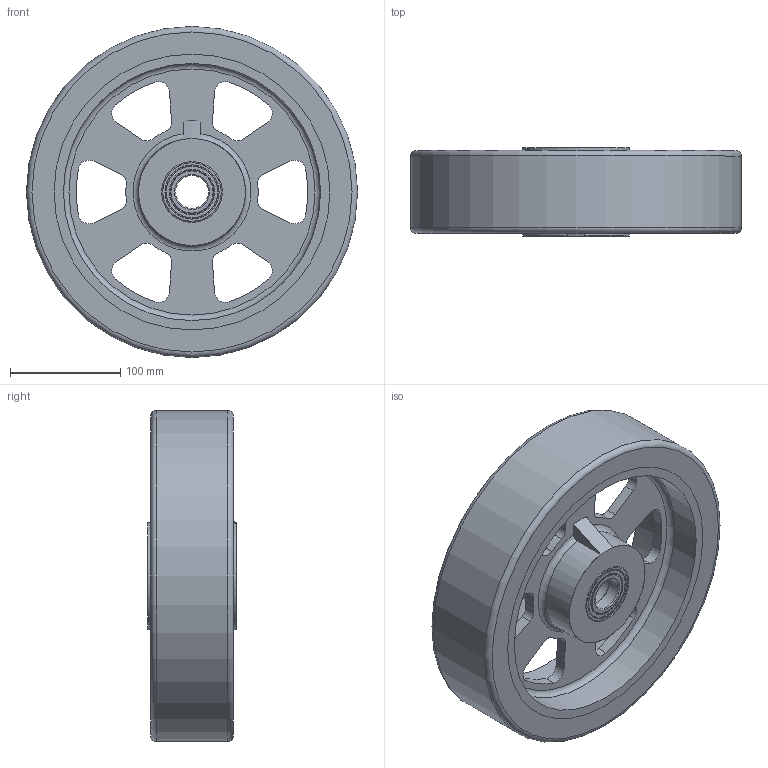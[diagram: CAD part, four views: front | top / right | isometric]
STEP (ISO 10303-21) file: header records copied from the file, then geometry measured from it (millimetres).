
FILE_DESCRIPTION(/* description */ (''),/* implementation_level */ '2;1');
FILE_NAME(/* name */ 'VULW300-75-80-BJM30.step',/* time_stamp */ '2025-06-24T12:04:57+01:00',/* author */ (''),/* organization */ (''),/* preprocessor_version */ 'ST-DEVELOPER v20.1',/* originating_system */ 'Autodesk Translation Framework v14.10.0.0',/* authorisation */ '');
FILE_SCHEMA (('AUTOMOTIVE_DESIGN { 1 0 10303 214 3 1 1 }'));
Length unit declared in the file: millimetre
Products named in the file (7): VULW300-75-80-BJM30; VULW300-75-80-PBM30 v3; RIM; TYRE; 1; 1_1; BEARING SPACER
Assembly tree (6 placements, depth 3):
  VULW300-75-80-BJM30
    VULW300-75-80-PBM30 v3
      RIM
      TYRE
    1
    1_1
    BEARING SPACER
Bounding box: 300 x 80 x 300 mm (x, y, z)
Volume: 2885675.3 mm3; surface area: 435056.7 mm2
Topology: 13 solids, 13 shells, 294 faces, 720 edges, 461 vertices
Faces by surface type: cylinder 98, plane 73, torus 58, cone 37, sphere 28
Full cylindrical faces by diameter (mm): 30 x2, 31 x1, 37 x1, 38.162 x4, 38.2 x4, 46.8 x4, 49 x4, 52 x1, 55 x4, 97 x1, 233 x2, 250 x2, 300 x1
Entity records: 9180 total; most frequent: CARTESIAN_POINT 1795, DIRECTION 1678, ORIENTED_EDGE 1352, AXIS2_PLACEMENT_3D 722, EDGE_CURVE 676, VERTEX_POINT 461, EDGE_LOOP 385, CIRCLE 370
